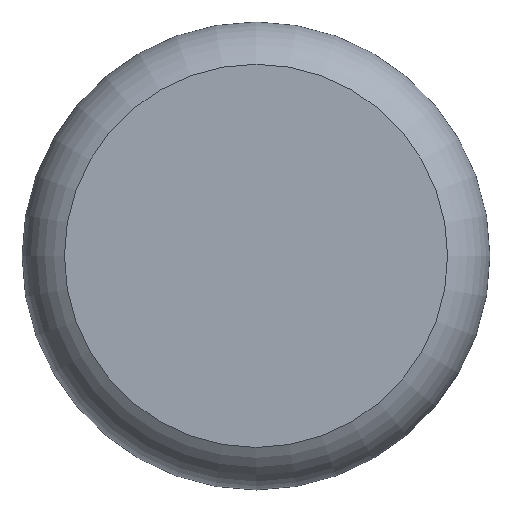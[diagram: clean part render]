
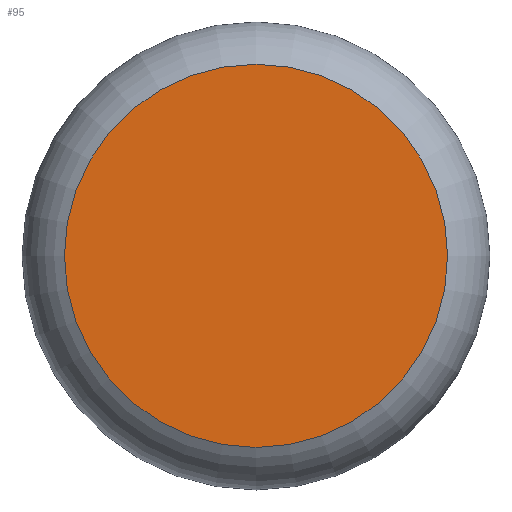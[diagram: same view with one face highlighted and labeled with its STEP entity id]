
A CAD part, top view. The second image highlights one B-rep face of the part: STEP entity #95.
In plain terms, the highlighted planar face has unit normal (0, 0, -1).
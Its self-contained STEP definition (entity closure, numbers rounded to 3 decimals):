
#15=PLANE('',#122);
#28=FACE_OUTER_BOUND('',#34,.T.);
#34=EDGE_LOOP('',(#82));
#42=CIRCLE('',#119,2.5);
#50=VERTEX_POINT('',#174);
#60=EDGE_CURVE('',#50,#50,#42,.T.);
#82=ORIENTED_EDGE('',*,*,#60,.F.);
#95=ADVANCED_FACE('',(#28),#15,.F.);
#119=AXIS2_PLACEMENT_3D('',#176,#144,#145);
#122=AXIS2_PLACEMENT_3D('',#181,#151,#152);
#144=DIRECTION('center_axis',(0.,0.,1.));
#145=DIRECTION('ref_axis',(1.,0.,0.));
#151=DIRECTION('center_axis',(0.,0.,1.));
#152=DIRECTION('ref_axis',(1.,0.,0.));
#174=CARTESIAN_POINT('',(-2.5,0.,0.));
#176=CARTESIAN_POINT('Origin',(0.,0.,0.));
#181=CARTESIAN_POINT('Origin',(0.,0.,0.));
